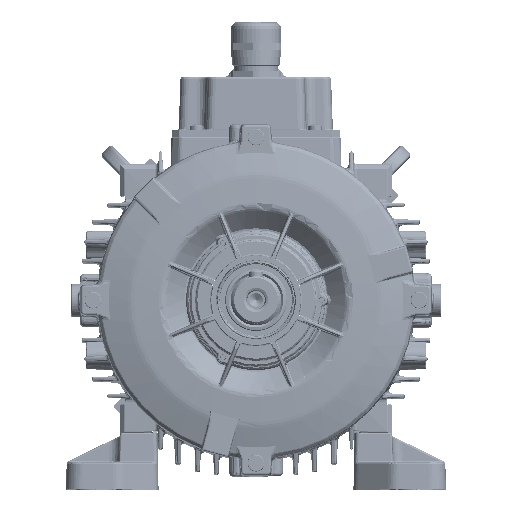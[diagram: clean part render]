
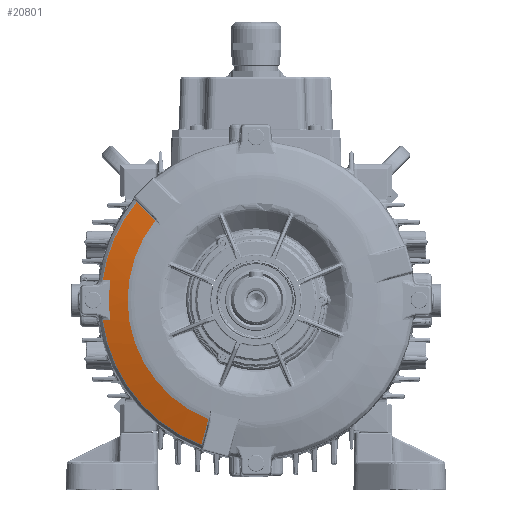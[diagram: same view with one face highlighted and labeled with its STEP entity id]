
A CAD part, top view. The second image highlights one B-rep face of the part: STEP entity #20801.
In plain terms, the highlighted conical face has half-angle 73.778 degrees and reference radius 94 mm.
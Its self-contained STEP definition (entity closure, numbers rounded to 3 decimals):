
#10742=B_SPLINE_CURVE_WITH_KNOTS('',3,(#283436,#283437,#283438,#283439,
#283440,#283441,#283442,#283443,#283444,#283445),.UNSPECIFIED.,.F.,.F.,
(4,3,3,4),(0.,0.124,0.621,1.),.UNSPECIFIED.);
#10743=B_SPLINE_CURVE_WITH_KNOTS('',3,(#283449,#283450,#283451,#283452,
#283453,#283454,#283455,#283456,#283457,#283458),.UNSPECIFIED.,.F.,.F.,
(4,3,3,4),(0.,0.124,0.621,1.),.UNSPECIFIED.);
#10744=B_SPLINE_CURVE_WITH_KNOTS('',3,(#283459,#283460,#283461,#283462),
 .UNSPECIFIED.,.F.,.F.,(4,4),(0.,1.),.UNSPECIFIED.);
#10745=B_SPLINE_CURVE_WITH_KNOTS('',3,(#283464,#283465,#283466,#283467,
#283468,#283469,#283470,#283471,#283472,#283473,#283474,#283475,#283476),
 .UNSPECIFIED.,.F.,.F.,(4,3,3,3,4),(0.,0.01,0.136,
0.439,1.),.UNSPECIFIED.);
#10746=B_SPLINE_CURVE_WITH_KNOTS('',3,(#283480,#283481,#283482,#283483,
#283484,#283485,#283486,#283487,#283488,#283489,#283490,#283491,#283492),
 .UNSPECIFIED.,.F.,.F.,(4,3,3,3,4),(0.,0.603,0.88,
0.99,1.),.UNSPECIFIED.);
#10747=B_SPLINE_CURVE_WITH_KNOTS('',3,(#283494,#283495,#283496,#283497),
 .UNSPECIFIED.,.F.,.F.,(4,4),(0.,1.),.UNSPECIFIED.);
#12824=CONICAL_SURFACE('',#137315,94.,73.778);
#20801=ADVANCED_FACE('',(#29651),#12824,.T.);
#29651=FACE_OUTER_BOUND('',#37397,.T.);
#37397=EDGE_LOOP('',(#77006,#77007,#77008,#77009,#77010,#77011,#77012,#77013,
#77014,#77015));
#77006=ORIENTED_EDGE('',*,*,#114883,.T.);
#77007=ORIENTED_EDGE('',*,*,#114884,.T.);
#77008=ORIENTED_EDGE('',*,*,#114885,.T.);
#77009=ORIENTED_EDGE('',*,*,#114886,.T.);
#77010=ORIENTED_EDGE('',*,*,#114871,.T.);
#77011=ORIENTED_EDGE('',*,*,#114887,.T.);
#77012=ORIENTED_EDGE('',*,*,#114888,.T.);
#77013=ORIENTED_EDGE('',*,*,#114889,.T.);
#77014=ORIENTED_EDGE('',*,*,#114890,.T.);
#77015=ORIENTED_EDGE('',*,*,#114891,.T.);
#96170=VERTEX_POINT('',#283353);
#96171=VERTEX_POINT('',#283354);
#96180=VERTEX_POINT('',#283434);
#96181=VERTEX_POINT('',#283435);
#96182=VERTEX_POINT('',#283446);
#96183=VERTEX_POINT('',#283448);
#96184=VERTEX_POINT('',#283463);
#96185=VERTEX_POINT('',#283477);
#96186=VERTEX_POINT('',#283479);
#96187=VERTEX_POINT('',#283493);
#114871=EDGE_CURVE('',#96170,#96171,#125574,.T.);
#114883=EDGE_CURVE('',#96180,#96181,#125578,.T.);
#114884=EDGE_CURVE('',#96181,#96182,#10742,.T.);
#114885=EDGE_CURVE('',#96182,#96183,#125579,.T.);
#114886=EDGE_CURVE('',#96183,#96170,#10743,.T.);
#114887=EDGE_CURVE('',#96171,#96184,#10744,.T.);
#114888=EDGE_CURVE('',#96184,#96185,#10745,.T.);
#114889=EDGE_CURVE('',#96185,#96186,#125580,.T.);
#114890=EDGE_CURVE('',#96186,#96187,#10746,.T.);
#114891=EDGE_CURVE('',#96187,#96180,#10747,.T.);
#125574=CIRCLE('',#137306,91.381);
#125578=CIRCLE('',#137312,91.381);
#125579=CIRCLE('',#137313,75.988);
#125580=CIRCLE('',#137314,86.989);
#137306=AXIS2_PLACEMENT_3D('',#283352,#164977,#164978);
#137312=AXIS2_PLACEMENT_3D('',#283433,#164989,#164990);
#137313=AXIS2_PLACEMENT_3D('',#283447,#164991,#164992);
#137314=AXIS2_PLACEMENT_3D('',#283478,#164993,#164994);
#137315=AXIS2_PLACEMENT_3D('',#283498,#164995,#164996);
#164977=DIRECTION('',(0.,0.,1.));
#164978=DIRECTION('',(0.,1.,0.));
#164989=DIRECTION('',(0.,0.,1.));
#164990=DIRECTION('',(0.,1.,0.));
#164991=DIRECTION('',(0.,0.,-1.));
#164992=DIRECTION('',(0.,-1.,0.));
#164993=DIRECTION('',(0.,0.,1.));
#164994=DIRECTION('',(0.,1.,0.));
#164995=DIRECTION('',(0.,0.,-1.));
#164996=DIRECTION('',(0.,1.,0.));
#283352=CARTESIAN_POINT('',(0.,0.,
-16.149));
#283353=CARTESIAN_POINT('',(-70.744,57.843,-16.149));
#283354=CARTESIAN_POINT('',(-90.62,11.77,-16.149));
#283433=CARTESIAN_POINT('',(0.,0.,
-16.149));
#283434=CARTESIAN_POINT('',(-90.62,-11.77,-16.149));
#283435=CARTESIAN_POINT('',(-32.344,-85.466,-16.149));
#283436=CARTESIAN_POINT('',(-32.344,-85.466,-16.149));
#283437=CARTESIAN_POINT('',(-32.172,-84.849,-15.963));
#283438=CARTESIAN_POINT('',(-32.,-84.232,-15.778));
#283439=CARTESIAN_POINT('',(-31.828,-83.615,-15.592));
#283440=CARTESIAN_POINT('',(-31.139,-81.148,-14.85));
#283441=CARTESIAN_POINT('',(-30.451,-78.681,-14.108));
#283442=CARTESIAN_POINT('',(-29.762,-76.214,-13.367));
#283443=CARTESIAN_POINT('',(-29.236,-74.332,-12.801));
#283444=CARTESIAN_POINT('',(-28.711,-72.45,-12.235));
#283445=CARTESIAN_POINT('',(-28.185,-70.568,-11.67));
#283446=CARTESIAN_POINT('',(-28.185,-70.568,-11.67));
#283447=CARTESIAN_POINT('',(0.,0.,
-11.67));
#283448=CARTESIAN_POINT('',(-59.693,47.021,-11.67));
#283449=CARTESIAN_POINT('',(-59.693,47.021,-11.67));
#283450=CARTESIAN_POINT('',(-60.151,47.469,-11.855));
#283451=CARTESIAN_POINT('',(-60.608,47.917,-12.041));
#283452=CARTESIAN_POINT('',(-61.066,48.365,-12.226));
#283453=CARTESIAN_POINT('',(-62.896,50.157,-12.967));
#283454=CARTESIAN_POINT('',(-64.726,51.949,-13.709));
#283455=CARTESIAN_POINT('',(-66.556,53.742,-14.451));
#283456=CARTESIAN_POINT('',(-67.952,55.109,-15.016));
#283457=CARTESIAN_POINT('',(-69.348,56.476,-15.583));
#283458=CARTESIAN_POINT('',(-70.744,57.843,-16.149));
#283459=CARTESIAN_POINT('',(-90.62,11.77,-16.149));
#283460=CARTESIAN_POINT('',(-89.231,11.803,-15.749));
#283461=CARTESIAN_POINT('',(-87.841,11.835,-15.35));
#283462=CARTESIAN_POINT('',(-86.452,11.868,-14.95));
#283463=CARTESIAN_POINT('',(-86.452,11.868,-14.95));
#283464=CARTESIAN_POINT('',(-86.452,11.868,-14.95));
#283465=CARTESIAN_POINT('',(-86.45,11.865,-14.95));
#283466=CARTESIAN_POINT('',(-86.449,11.863,-14.949));
#283467=CARTESIAN_POINT('',(-86.447,11.86,-14.949));
#283468=CARTESIAN_POINT('',(-86.425,11.829,-14.941));
#283469=CARTESIAN_POINT('',(-86.406,11.797,-14.934));
#283470=CARTESIAN_POINT('',(-86.389,11.763,-14.928));
#283471=CARTESIAN_POINT('',(-86.349,11.682,-14.913));
#283472=CARTESIAN_POINT('',(-86.32,11.594,-14.902));
#283473=CARTESIAN_POINT('',(-86.302,11.504,-14.893));
#283474=CARTESIAN_POINT('',(-86.269,11.34,-14.877));
#283475=CARTESIAN_POINT('',(-86.269,11.167,-14.871));
#283476=CARTESIAN_POINT('',(-86.291,11.,-14.871));
#283477=CARTESIAN_POINT('',(-86.291,11.,-14.871));
#283478=CARTESIAN_POINT('',(0.,0.,-14.871));
#283479=CARTESIAN_POINT('',(-86.291,-11.,-14.871));
#283480=CARTESIAN_POINT('',(-86.291,-11.,-14.871));
#283481=CARTESIAN_POINT('',(-86.268,-11.179,-14.871));
#283482=CARTESIAN_POINT('',(-86.269,-11.366,-14.878));
#283483=CARTESIAN_POINT('',(-86.31,-11.541,-14.897));
#283484=CARTESIAN_POINT('',(-86.329,-11.622,-14.905));
#283485=CARTESIAN_POINT('',(-86.357,-11.702,-14.917));
#283486=CARTESIAN_POINT('',(-86.396,-11.776,-14.931));
#283487=CARTESIAN_POINT('',(-86.411,-11.805,-14.936));
#283488=CARTESIAN_POINT('',(-86.428,-11.833,-14.942));
#283489=CARTESIAN_POINT('',(-86.447,-11.86,-14.949));
#283490=CARTESIAN_POINT('',(-86.449,-11.863,-14.949));
#283491=CARTESIAN_POINT('',(-86.45,-11.865,-14.95));
#283492=CARTESIAN_POINT('',(-86.452,-11.868,-14.95));
#283493=CARTESIAN_POINT('',(-86.452,-11.868,-14.95));
#283494=CARTESIAN_POINT('',(-86.452,-11.868,-14.95));
#283495=CARTESIAN_POINT('',(-87.841,-11.835,-15.35));
#283496=CARTESIAN_POINT('',(-89.231,-11.803,-15.749));
#283497=CARTESIAN_POINT('',(-90.62,-11.77,-16.149));
#283498=CARTESIAN_POINT('',(0.,0.,
-16.911));
